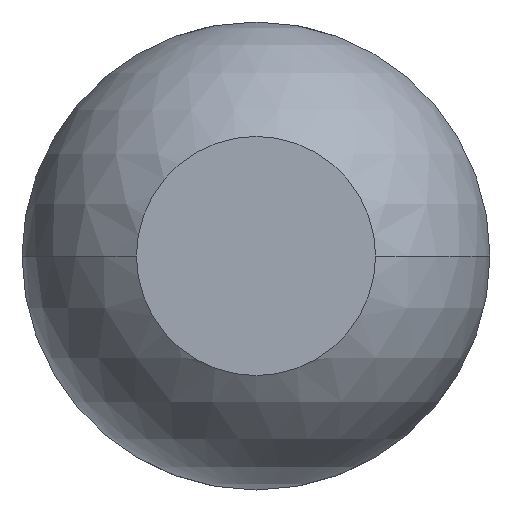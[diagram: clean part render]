
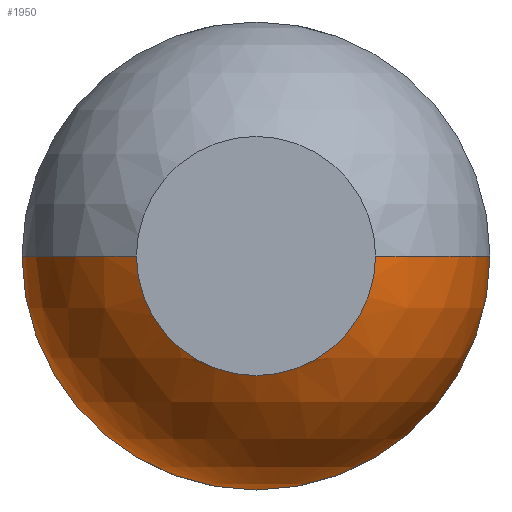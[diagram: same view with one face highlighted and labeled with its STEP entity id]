
A CAD part, front view. The second image highlights one B-rep face of the part: STEP entity #1950.
In plain terms, the highlighted spherical face has radius 0.685 mm.
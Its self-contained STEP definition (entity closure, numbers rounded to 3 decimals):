
#106 = CARTESIAN_POINT ( 'NONE',  ( 0.35, -27., 0. ) ) ;
#131 = DIRECTION ( 'NONE',  ( -1., 0., 0. ) ) ;
#220 = DIRECTION ( 'NONE',  ( 0., 1., 0. ) ) ;
#322 = AXIS2_PLACEMENT_3D ( 'NONE', #506, #843, #2938 ) ;
#328 = ORIENTED_EDGE ( 'NONE', *, *, #3224, .T. ) ;
#336 = CIRCLE ( 'NONE', #3820, 0.685 ) ;
#373 = DIRECTION ( 'NONE',  ( 0., 0., -1. ) ) ;
#448 = CIRCLE ( 'NONE', #3305, 0.35 ) ;
#487 = CARTESIAN_POINT ( 'NONE',  ( -0.685, -26.411, 0. ) ) ;
#503 = CARTESIAN_POINT ( 'NONE',  ( 0., -26.411, 0. ) ) ;
#506 = CARTESIAN_POINT ( 'NONE',  ( 0., -27., 0. ) ) ;
#843 = DIRECTION ( 'NONE',  ( 0., -1., 0. ) ) ;
#870 = VERTEX_POINT ( 'NONE', #106 ) ;
#877 = CIRCLE ( 'NONE', #2378, 0.685 ) ;
#906 = EDGE_CURVE ( 'NONE', #870, #3478, #336, .T. ) ;
#942 = CARTESIAN_POINT ( 'NONE',  ( 0., -27., -0.35 ) ) ;
#954 = VERTEX_POINT ( 'NONE', #3826 ) ;
#956 = EDGE_CURVE ( 'Defeature ausgef�hrt1_5+Defeature ausgef�hrt1_4+Defeature ausgef�hrt1_4+Defeature ausgef�hrt1_4', #954, #977, #3361, .T. ) ;
#977 = VERTEX_POINT ( 'NONE', #487 ) ;
#1230 = EDGE_LOOP ( 'NONE', ( #1557, #328, #2654, #1587, #1836, #1914 ) ) ;
#1250 = CIRCLE ( 'NONE', #322, 0.35 ) ;
#1393 = CARTESIAN_POINT ( 'NONE',  ( -0.35, -27., 0. ) ) ;
#1420 = DIRECTION ( 'NONE',  ( 1., 0., 0. ) ) ;
#1453 = CARTESIAN_POINT ( 'NONE',  ( 0., -26.411, 0. ) ) ;
#1460 = DIRECTION ( 'NONE',  ( 0., 0., -1. ) ) ;
#1557 = ORIENTED_EDGE ( 'NONE', *, *, #2930, .F. ) ;
#1579 = FACE_OUTER_BOUND ( 'NONE', #1230, .T. ) ;
#1587 = ORIENTED_EDGE ( 'NONE', *, *, #2122, .F. ) ;
#1601 = DIRECTION ( 'NONE',  ( 0., 0., 1. ) ) ;
#1719 = DIRECTION ( 'NONE',  ( 0., -1., 0. ) ) ;
#1736 = CARTESIAN_POINT ( 'NONE',  ( 0., -27., 0. ) ) ;
#1753 = AXIS2_PLACEMENT_3D ( 'NONE', #1453, #3870, #2077 ) ;
#1836 = ORIENTED_EDGE ( 'NONE', *, *, #906, .F. ) ;
#1914 = ORIENTED_EDGE ( 'NONE', *, *, #2987, .F. ) ;
#1932 = CARTESIAN_POINT ( 'NONE',  ( 0., -26.411, 0. ) ) ;
#1950 = ADVANCED_FACE ( 'Defeature ausgef�hrt1_4', ( #1579 ), #3481, .T. ) ;
#2010 = CARTESIAN_POINT ( 'NONE',  ( 0., -26.411, 0. ) ) ;
#2077 = DIRECTION ( 'NONE',  ( 1., 0., 0. ) ) ;
#2097 = AXIS2_PLACEMENT_3D ( 'NONE', #2520, #373, #131 ) ;
#2122 = EDGE_CURVE ( 'Defeature ausgef�hrt1_5+Defeature ausgef�hrt1_4+Defeature ausgef�hrt1_4+Defeature ausgef�hrt1_4', #3478, #954, #877, .T. ) ;
#2254 = DIRECTION ( 'NONE',  ( 0., 1., 0. ) ) ;
#2313 = VERTEX_POINT ( 'NONE', #1393 ) ;
#2378 = AXIS2_PLACEMENT_3D ( 'NONE', #1932, #2254, #1601 ) ;
#2520 = CARTESIAN_POINT ( 'NONE',  ( 0., -26.411, 0. ) ) ;
#2595 = DIRECTION ( 'NONE',  ( 0., 0., 1. ) ) ;
#2625 = CARTESIAN_POINT ( 'NONE',  ( 0.685, -26.411, 0. ) ) ;
#2651 = AXIS2_PLACEMENT_3D ( 'NONE', #2010, #220, #3801 ) ;
#2654 = ORIENTED_EDGE ( 'NONE', *, *, #956, .F. ) ;
#2930 = EDGE_CURVE ( 'Defeature ausgef�hrt1_9+Defeature ausgef�hrt1_4+Defeature ausgef�hrt1_4+Defeature ausgef�hrt1_4', #2313, #3614, #1250, .T. ) ;
#2938 = DIRECTION ( 'NONE',  ( 0., 0., -1. ) ) ;
#2987 = EDGE_CURVE ( 'Defeature ausgef�hrt1_9+Defeature ausgef�hrt1_4+Defeature ausgef�hrt1_4+Defeature ausgef�hrt1_4', #3614, #870, #448, .T. ) ;
#3224 = EDGE_CURVE ( 'NONE', #2313, #977, #3888, .T. ) ;
#3305 = AXIS2_PLACEMENT_3D ( 'NONE', #1736, #1719, #1460 ) ;
#3361 = CIRCLE ( 'NONE', #2651, 0.685 ) ;
#3478 = VERTEX_POINT ( 'NONE', #2625 ) ;
#3481 = SPHERICAL_SURFACE ( 'NONE', #1753, 0.685 ) ;
#3614 = VERTEX_POINT ( 'NONE', #942 ) ;
#3801 = DIRECTION ( 'NONE',  ( 0., 0., 1. ) ) ;
#3820 = AXIS2_PLACEMENT_3D ( 'NONE', #503, #2595, #1420 ) ;
#3826 = CARTESIAN_POINT ( 'NONE',  ( 0., -26.411, -0.685 ) ) ;
#3870 = DIRECTION ( 'NONE',  ( 0., 0., -1. ) ) ;
#3888 = CIRCLE ( 'NONE', #2097, 0.685 ) ;
